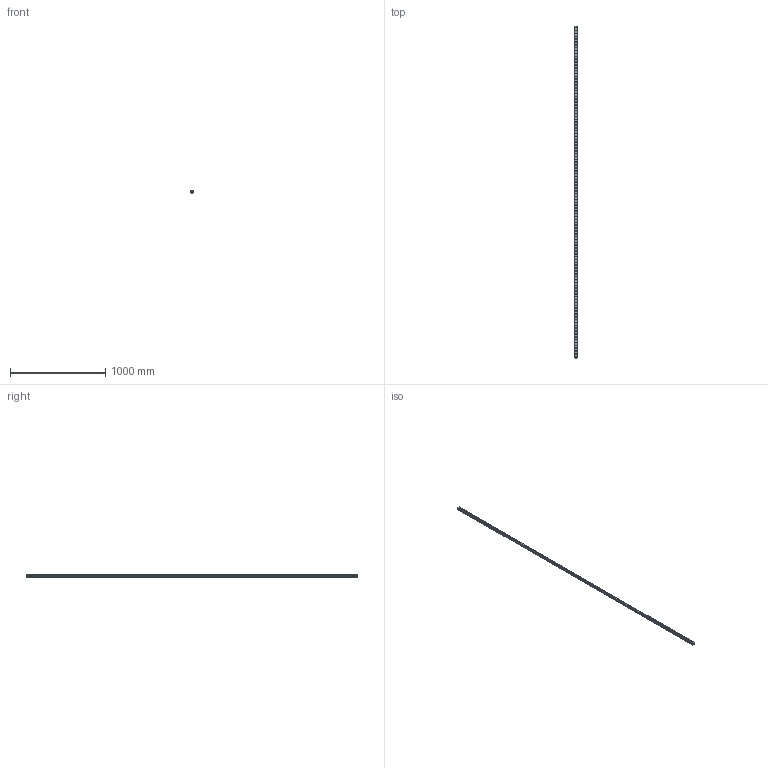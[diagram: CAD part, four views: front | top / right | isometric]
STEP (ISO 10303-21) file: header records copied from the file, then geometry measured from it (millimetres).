
FILE_DESCRIPTION(('STEP AP214'),'1');
FILE_NAME('cctmp_FE2381DE-D084-4BEC-9FBE-B0840FB75BEE_2021_03_11_08_45_08_0914..stp','2021-03-11T07:45:09',('HIWIN GmbH'),('CADClick - www.CADClick.com'),'Spatial InterOp 3D',' ','unknown authorization');
FILE_SCHEMA(('AUTOMOTIVE_DESIGN'));
Length unit declared in the file: millimetre
Products named in the file (1): RGR25R3480H_FILE
Bounding box: 23 x 3480 x 23.6 mm (x, y, z)
Volume: 1395543.1 mm3; surface area: 431695.7 mm2
Topology: 1 solids, 1 shells, 1161 faces, 2421 edges, 1614 vertices
Faces by surface type: cylinder 714, plane 447
Entity records: 40915 total; most frequent: DIRECTION 6173, CARTESIAN_POINT 5197, ORIENTED_EDGE 4842, AXIS2_PLACEMENT_3D 2590, EDGE_CURVE 2421, VERTEX_POINT 1614, EDGE_LOOP 1513, CIRCLE 1428
